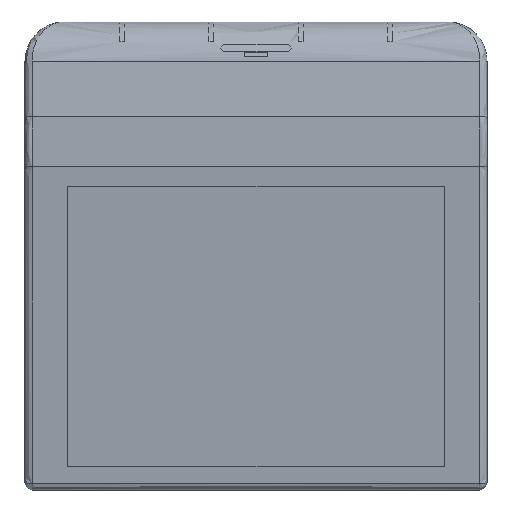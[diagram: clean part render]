
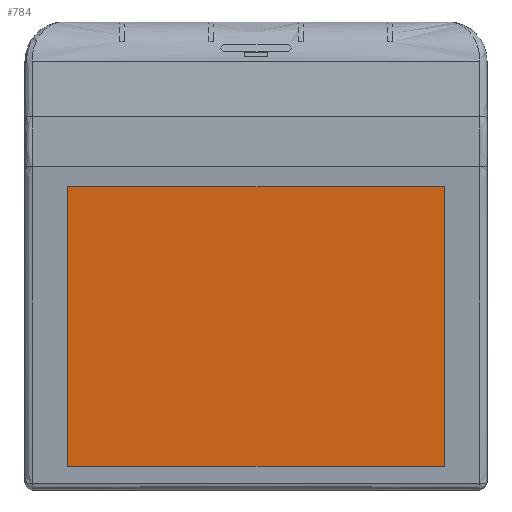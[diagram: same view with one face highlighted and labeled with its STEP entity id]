
A CAD part, top view. The second image highlights one B-rep face of the part: STEP entity #784.
In plain terms, the highlighted planar face has unit normal (0, -0.087, 0.996).
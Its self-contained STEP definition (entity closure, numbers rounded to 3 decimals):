
#784=ADVANCED_FACE('',(#1464),#11245,.T.);
#1464=FACE_OUTER_BOUND('',#2201,.T.);
#2201=EDGE_LOOP('',(#5333,#5334,#5335,#5336));
#5333=ORIENTED_EDGE('',*,*,#7397,.T.);
#5334=ORIENTED_EDGE('',*,*,#7398,.T.);
#5335=ORIENTED_EDGE('',*,*,#7399,.T.);
#5336=ORIENTED_EDGE('',*,*,#7400,.T.);
#7397=EDGE_CURVE('',#10484,#10483,#9209,.T.);
#7398=EDGE_CURVE('',#10483,#10485,#9210,.T.);
#7399=EDGE_CURVE('',#10485,#10486,#9211,.T.);
#7400=EDGE_CURVE('',#10486,#10484,#9212,.T.);
#9209=B_SPLINE_CURVE_WITH_KNOTS('',1,(#21034,#21035),.UNSPECIFIED.,.F.,
 .F.,(2,2),(0.,158.),.UNSPECIFIED.);
#9210=B_SPLINE_CURVE_WITH_KNOTS('',1,(#21036,#21037),.UNSPECIFIED.,.F.,
 .F.,(2,2),(158.,276.),.UNSPECIFIED.);
#9211=B_SPLINE_CURVE_WITH_KNOTS('',1,(#21038,#21039),.UNSPECIFIED.,.F.,
 .F.,(2,2),(276.,434.),.UNSPECIFIED.);
#9212=B_SPLINE_CURVE_WITH_KNOTS('',1,(#21040,#21041),.UNSPECIFIED.,.F.,
 .F.,(2,2),(434.,552.),.UNSPECIFIED.);
#10483=VERTEX_POINT('',#21010);
#10484=VERTEX_POINT('',#21011);
#10485=VERTEX_POINT('',#21012);
#10486=VERTEX_POINT('',#21013);
#11245=PLANE('',#11708);
#11708=AXIS2_PLACEMENT_3D('',#20999,#12155,$);
#12155=DIRECTION('',(0.,-0.087,0.996));
#20999=CARTESIAN_POINT('',(18.,9.843,11.46));
#21010=CARTESIAN_POINT('',(176.,9.843,11.46));
#21011=CARTESIAN_POINT('',(18.,9.843,11.46));
#21012=CARTESIAN_POINT('',(176.,127.394,21.744));
#21013=CARTESIAN_POINT('',(18.,127.394,21.744));
#21034=CARTESIAN_POINT('',(18.,9.843,11.46));
#21035=CARTESIAN_POINT('',(176.,9.843,11.46));
#21036=CARTESIAN_POINT('',(176.,9.843,11.46));
#21037=CARTESIAN_POINT('',(176.,127.394,21.744));
#21038=CARTESIAN_POINT('',(176.,127.394,21.744));
#21039=CARTESIAN_POINT('',(18.,127.394,21.744));
#21040=CARTESIAN_POINT('',(18.,127.394,21.744));
#21041=CARTESIAN_POINT('',(18.,9.843,11.46));
